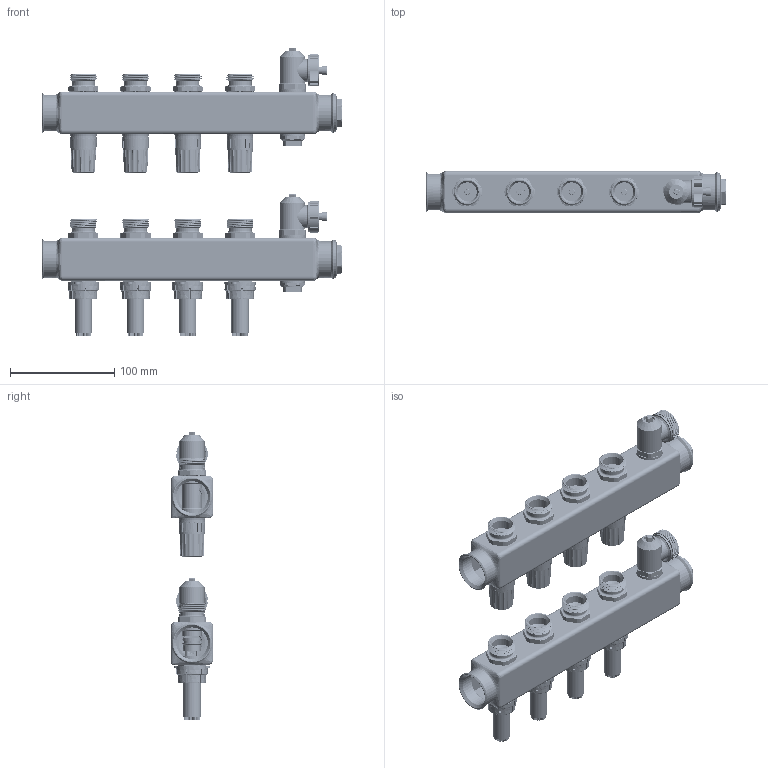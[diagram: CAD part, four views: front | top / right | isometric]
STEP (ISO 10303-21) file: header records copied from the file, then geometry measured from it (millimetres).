
FILE_DESCRIPTION((''),'2;1');
FILE_NAME('088U0754_ASM_ASM','2023-05-19T16:24:36',('U258971'),(''),'CREO PARAMETRIC BY PTC INC, 2020342','CREO PARAMETRIC BY PTC INC, 2020342','');
FILE_SCHEMA(('CONFIG_CONTROL_DESIGN'));
Products named in the file (35): FM10-04_13; FM-B-05_13; FM-A-08_13; 088U7348_ASM_13_ASM; PLUG_20; PLUG-ORING_20; PLUG_ASM_20_ASM; 013G1380_AF0_19; 013G0295___AF0_ASM_19_ASM; 013G0200__AF0_ASM_19_ASM; 013G0376_ASM_19_ASM; BIV-EUROCONE_19; BIV-EUROCONE_ASM_19_ASM; 013G0951_20; PRT0002_21; PRT0003_21; PRT0004_21; PRT0005_21; SSM-AIRVENT_ASM_21_ASM; __-1841_22; __-18731_22; O__10X2_8_22; O__20X2_22; O___22; _____22; ____22; __-21757_22; __-23631_22; __-27761_22; SSM-PURGE-VALVE_ASM_21_ASM; 088U0592_21; SUPPLY-EUROCONE_ASM_20_ASM; SSM-PIPE_5-LOOPS_35; 088U0754_ASM_12_ASM; 088U0754_ASM_ASM
Assembly tree (54 placements, depth 4):
  088U0754_ASM_ASM
    088U0754_ASM_12_ASM
      088U7348_ASM_13_ASM  x4
        FM10-04_13
        FM-B-05_13
        FM-A-08_13
      PLUG_ASM_20_ASM  x2
        PLUG_20
        PLUG-ORING_20
      013G0376_ASM_19_ASM  x4
        013G1380_AF0_19
        013G0295___AF0_ASM_19_ASM
        013G0200__AF0_ASM_19_ASM
      BIV-EUROCONE_ASM_19_ASM  x4
        BIV-EUROCONE_19
      013G0951_20  x4
      SSM-AIRVENT_ASM_21_ASM  x2
        PRT0002_21
        PRT0003_21
        PRT0004_21
        PRT0005_21
      SSM-PURGE-VALVE_ASM_21_ASM  x2
        __-1841_22
        __-18731_22
        O__10X2_8_22
        O__20X2_22
        O___22
        _____22
        ____22
        __-21757_22
        __-23631_22
        __-27761_22
      SUPPLY-EUROCONE_ASM_20_ASM  x4
        088U0592_21
      SSM-PIPE_5-LOOPS_35  x2
Bounding box: 288 x 40 x 276.1 mm (x, y, z)
Volume: 311226.9 mm3; surface area: 375817 mm2
Topology: 52 solids, 68 shells, 7948 faces, 22370 edges, 14644 vertices
Faces by surface type: plane 3370, cylinder 2282, cone 914, bspline 746, torus 476, extrusion 112, sphere 48
Entity records: 113654 total; most frequent: CARTESIAN_POINT 49092, ORIENTED_EDGE 14140, DIRECTION 12479, EDGE_CURVE 7096, AXIS2_PLACEMENT_3D 4665, VERTEX_POINT 4599, VECTOR 3149, LINE 3121
